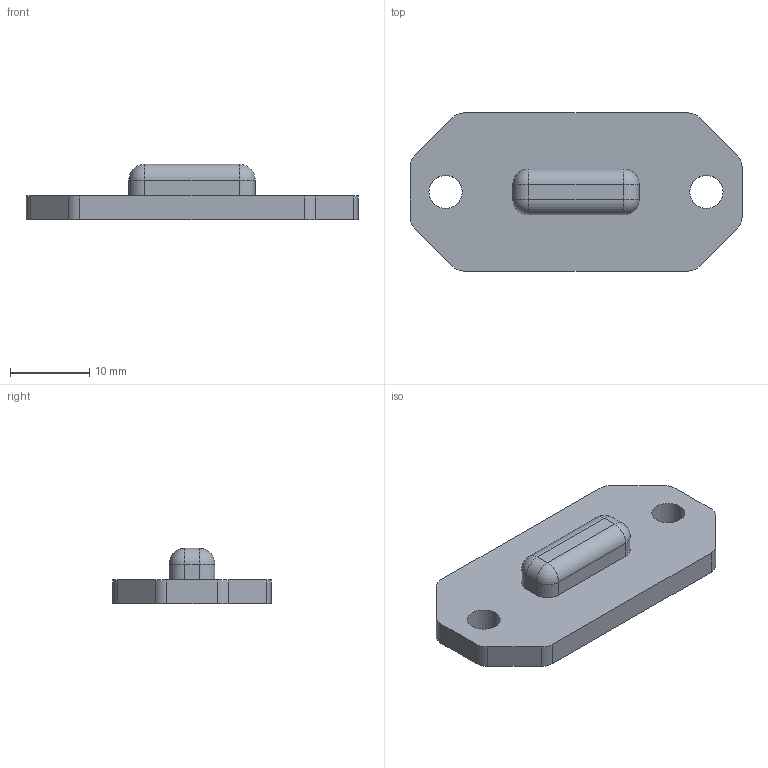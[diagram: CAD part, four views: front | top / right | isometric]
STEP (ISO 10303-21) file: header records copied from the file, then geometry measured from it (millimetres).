
FILE_DESCRIPTION(('FreeCAD Model'),'2;1');
FILE_NAME('Open CASCADE Shape Model','2021-12-25T21:04:32',('Author'),( ''),'Open CASCADE STEP processor 7.5','FreeCAD','Unknown');
FILE_SCHEMA(('AUTOMOTIVE_DESIGN { 1 0 10303 214 1 1 1 1 }'));
Length unit declared in the file: millimetre
Products named in the file (1): portaconversor.DC-DC
Bounding box: 42 x 20 x 7 mm (x, y, z)
Volume: 2544.2 mm3; surface area: 2010.5 mm2
Topology: 1 solids, 1 shells, 37 faces, 94 edges, 56 vertices
Faces by surface type: cylinder 18, plane 15, sphere 4
Full cylindrical faces by diameter (mm): 4.2 x2
Entity records: 2301 total; most frequent: CARTESIAN_POINT 446, DIRECTION 355, LINE 194, VECTOR 194, ORIENTED_EDGE 180, PCURVE 180, DEFINITIONAL_REPRESENTATION 180, EDGE_CURVE 90
